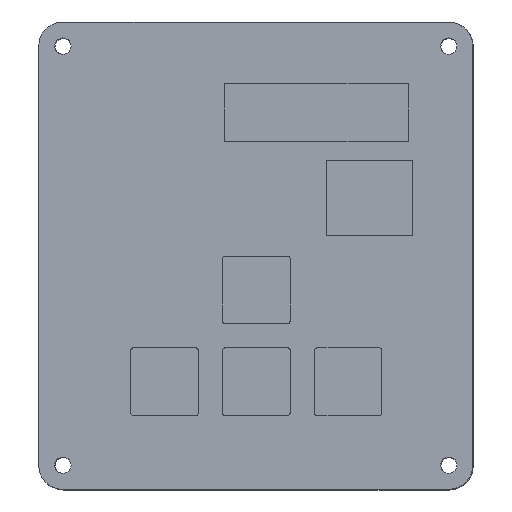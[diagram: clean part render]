
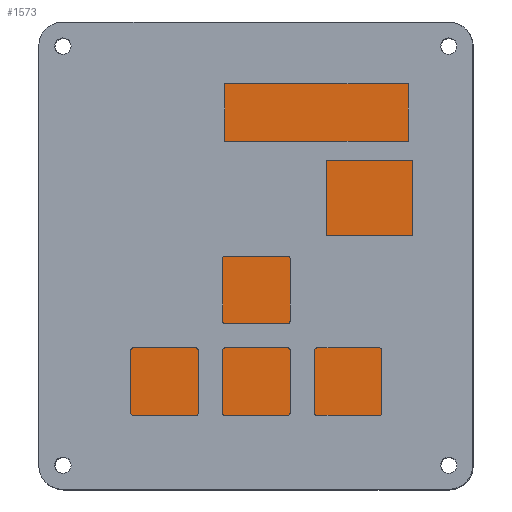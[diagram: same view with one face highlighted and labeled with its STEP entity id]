
A CAD part, top view. The second image highlights one B-rep face of the part: STEP entity #1573.
In plain terms, the highlighted planar face has unit normal (0, 0, 1).
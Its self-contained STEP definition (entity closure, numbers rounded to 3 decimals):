
#65=PLANE('',#1685);
#117=FACE_OUTER_BOUND('',#205,.T.);
#205=EDGE_LOOP('',(#1131,#1132,#1133,#1134));
#337=LINE('',#2389,#493);
#338=LINE('',#2391,#494);
#339=LINE('',#2393,#495);
#340=LINE('',#2394,#496);
#493=VECTOR('',#1902,10.);
#494=VECTOR('',#1903,10.);
#495=VECTOR('',#1904,10.);
#496=VECTOR('',#1905,10.);
#723=VERTEX_POINT('',#2387);
#724=VERTEX_POINT('',#2388);
#725=VERTEX_POINT('',#2390);
#726=VERTEX_POINT('',#2392);
#885=EDGE_CURVE('',#723,#724,#337,.T.);
#886=EDGE_CURVE('',#725,#723,#338,.T.);
#887=EDGE_CURVE('',#726,#725,#339,.T.);
#888=EDGE_CURVE('',#724,#726,#340,.T.);
#1131=ORIENTED_EDGE('',*,*,#885,.F.);
#1132=ORIENTED_EDGE('',*,*,#886,.F.);
#1133=ORIENTED_EDGE('',*,*,#887,.F.);
#1134=ORIENTED_EDGE('',*,*,#888,.F.);
#1573=ADVANCED_FACE('',(#117),#65,.T.);
#1685=AXIS2_PLACEMENT_3D('',#2386,#1900,#1901);
#1900=DIRECTION('center_axis',(0.,0.,1.));
#1901=DIRECTION('ref_axis',(1.,0.,0.));
#1902=DIRECTION('',(0.,-1.,0.));
#1903=DIRECTION('',(1.,0.,0.));
#1904=DIRECTION('',(0.,1.,0.));
#1905=DIRECTION('',(-1.,0.,0.));
#2386=CARTESIAN_POINT('Origin',(0.,0.,
3.));
#2387=CARTESIAN_POINT('',(35.028,38.48,3.));
#2388=CARTESIAN_POINT('',(35.028,-38.48,3.));
#2389=CARTESIAN_POINT('',(35.028,19.24,3.));
#2390=CARTESIAN_POINT('',(-35.028,38.48,3.));
#2391=CARTESIAN_POINT('',(-17.514,38.48,3.));
#2392=CARTESIAN_POINT('',(-35.028,-38.48,3.));
#2393=CARTESIAN_POINT('',(-35.028,-19.24,3.));
#2394=CARTESIAN_POINT('',(17.514,-38.48,3.));
